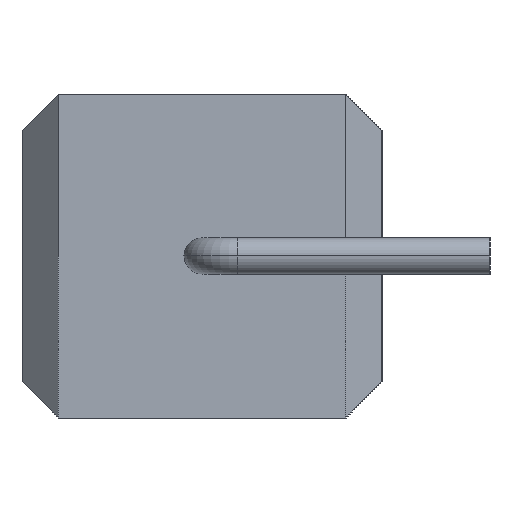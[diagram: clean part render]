
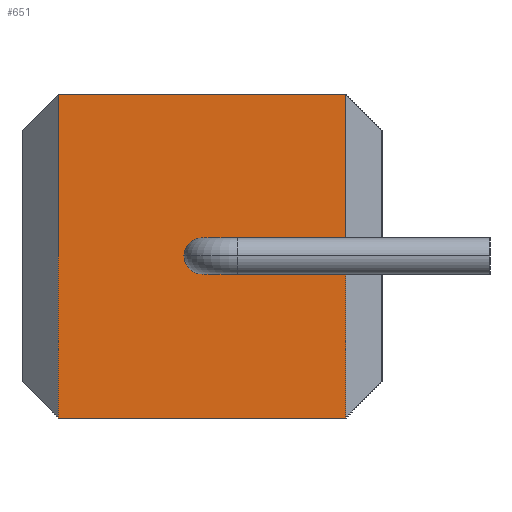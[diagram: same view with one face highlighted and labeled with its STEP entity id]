
A CAD part, left-side view. The second image highlights one B-rep face of the part: STEP entity #651.
In plain terms, the highlighted planar face has unit normal (-1, 0, 0).
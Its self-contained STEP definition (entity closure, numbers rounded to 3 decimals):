
#13 = LINE ( 'NONE', #720, #218 ) ;
#16 = ORIENTED_EDGE ( 'NONE', *, *, #689, .F. ) ;
#65 = DIRECTION ( 'NONE',  ( 0., -1., 0. ) ) ;
#93 = DIRECTION ( 'NONE',  ( 0., 0., -1. ) ) ;
#99 = DIRECTION ( 'NONE',  ( 1., 0., 0. ) ) ;
#109 = DIRECTION ( 'NONE',  ( -1., 0., 0. ) ) ;
#152 = LINE ( 'NONE', #344, #339 ) ;
#153 = CIRCLE ( 'NONE', #606, 0.5 ) ;
#173 = PLANE ( 'NONE',  #360 ) ;
#180 = EDGE_LOOP ( 'NONE', ( #748, #16 ) ) ;
#187 = EDGE_LOOP ( 'NONE', ( #829, #741, #439, #899 ) ) ;
#188 = CARTESIAN_POINT ( 'NONE',  ( -11., 0., 0. ) ) ;
#218 = VECTOR ( 'NONE', #824, 1000. ) ;
#257 = VERTEX_POINT ( 'NONE', #1037 ) ;
#268 = DIRECTION ( 'NONE',  ( 0., -1., 0. ) ) ;
#285 = AXIS2_PLACEMENT_3D ( 'NONE', #188, #533, #93 ) ;
#293 = VERTEX_POINT ( 'NONE', #432 ) ;
#327 = EDGE_CURVE ( 'NONE', #355, #1162, #767, .T. ) ;
#339 = VECTOR ( 'NONE', #268, 1000. ) ;
#341 = FACE_OUTER_BOUND ( 'NONE', #187, .T. ) ;
#344 = CARTESIAN_POINT ( 'NONE',  ( -11., 5., -4.5 ) ) ;
#355 = VERTEX_POINT ( 'NONE', #724 ) ;
#360 = AXIS2_PLACEMENT_3D ( 'NONE', #635, #99, #997 ) ;
#432 = CARTESIAN_POINT ( 'NONE',  ( -11., -4., -4.5 ) ) ;
#439 = ORIENTED_EDGE ( 'NONE', *, *, #1053, .F. ) ;
#446 = VERTEX_POINT ( 'NONE', #611 ) ;
#458 = CARTESIAN_POINT ( 'NONE',  ( -11., 0., 0. ) ) ;
#533 = DIRECTION ( 'NONE',  ( -1., 0., 0. ) ) ;
#560 = CARTESIAN_POINT ( 'NONE',  ( -11., 0.5, 0. ) ) ;
#570 = EDGE_CURVE ( 'NONE', #293, #446, #13, .T. ) ;
#606 = AXIS2_PLACEMENT_3D ( 'NONE', #458, #109, #1021 ) ;
#611 = CARTESIAN_POINT ( 'NONE',  ( -11., -4., 4.5 ) ) ;
#626 = EDGE_CURVE ( 'NONE', #257, #822, #991, .T. ) ;
#635 = CARTESIAN_POINT ( 'NONE',  ( -11., 5., 4.5 ) ) ;
#641 = CARTESIAN_POINT ( 'NONE',  ( -11., 4., 4.5 ) ) ;
#651 = ADVANCED_FACE ( 'NONE', ( #1174, #341 ), #173, .F. ) ;
#689 = EDGE_CURVE ( 'NONE', #1162, #355, #153, .T. ) ;
#712 = VECTOR ( 'NONE', #65, 1000. ) ;
#720 = CARTESIAN_POINT ( 'NONE',  ( -11., -4., 4.5 ) ) ;
#724 = CARTESIAN_POINT ( 'NONE',  ( -11., -0.5, 0. ) ) ;
#741 = ORIENTED_EDGE ( 'NONE', *, *, #570, .T. ) ;
#748 = ORIENTED_EDGE ( 'NONE', *, *, #327, .F. ) ;
#767 = CIRCLE ( 'NONE', #285, 0.5 ) ;
#822 = VERTEX_POINT ( 'NONE', #980 ) ;
#824 = DIRECTION ( 'NONE',  ( 0., 0., 1. ) ) ;
#829 = ORIENTED_EDGE ( 'NONE', *, *, #1048, .T. ) ;
#892 = VECTOR ( 'NONE', #1001, 1000. ) ;
#897 = CARTESIAN_POINT ( 'NONE',  ( -11., 5., 4.5 ) ) ;
#899 = ORIENTED_EDGE ( 'NONE', *, *, #626, .T. ) ;
#980 = CARTESIAN_POINT ( 'NONE',  ( -11., 4., -4.5 ) ) ;
#991 = LINE ( 'NONE', #641, #892 ) ;
#997 = DIRECTION ( 'NONE',  ( 0., 0., -1. ) ) ;
#1001 = DIRECTION ( 'NONE',  ( 0., 0., -1. ) ) ;
#1021 = DIRECTION ( 'NONE',  ( 0., 0., -1. ) ) ;
#1037 = CARTESIAN_POINT ( 'NONE',  ( -11., 4., 4.5 ) ) ;
#1048 = EDGE_CURVE ( 'NONE', #822, #293, #152, .T. ) ;
#1053 = EDGE_CURVE ( 'NONE', #257, #446, #1075, .T. ) ;
#1075 = LINE ( 'NONE', #897, #712 ) ;
#1162 = VERTEX_POINT ( 'NONE', #560 ) ;
#1174 = FACE_BOUND ( 'NONE', #180, .T. ) ;
